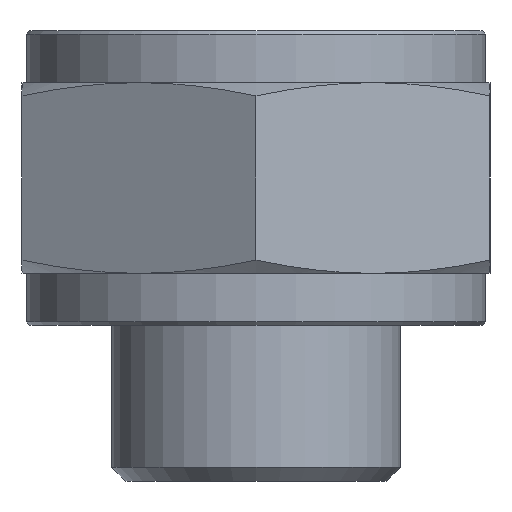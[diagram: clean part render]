
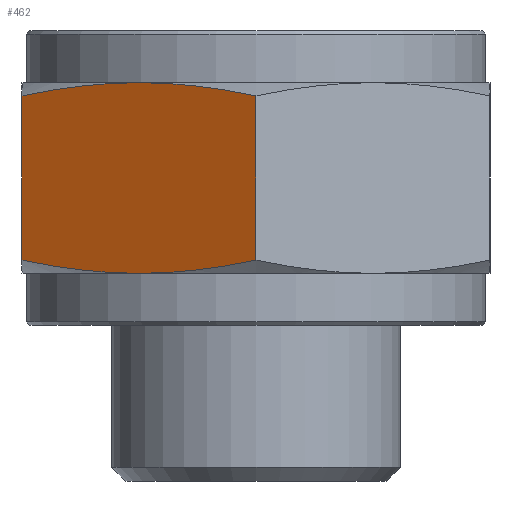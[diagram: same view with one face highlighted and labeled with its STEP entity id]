
A CAD part, front view. The second image highlights one B-rep face of the part: STEP entity #462.
In plain terms, the highlighted planar face has unit normal (-0.5, -0.866, 0).
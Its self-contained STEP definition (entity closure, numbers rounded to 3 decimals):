
#33=LINE('',#707,#39);
#34=LINE('',#717,#40);
#39=VECTOR('',#576,9.48);
#40=VECTOR('',#577,9.48);
#45=(
BOUNDED_CURVE()
B_SPLINE_CURVE(2,(#703,#704,#705),.UNSPECIFIED.,.F.,.F.)
B_SPLINE_CURVE_WITH_KNOTS((3,3),(-6.27,-4.606),
 .UNSPECIFIED.)
CURVE()
GEOMETRIC_REPRESENTATION_ITEM()
RATIONAL_B_SPLINE_CURVE((2.062,2.221,2.221))
REPRESENTATION_ITEM('')
);
#46=(
BOUNDED_CURVE()
B_SPLINE_CURVE(2,(#709,#710,#711),.UNSPECIFIED.,.F.,.F.)
B_SPLINE_CURVE_WITH_KNOTS((3,3),(-4.606,-2.941),
 .UNSPECIFIED.)
CURVE()
GEOMETRIC_REPRESENTATION_ITEM()
RATIONAL_B_SPLINE_CURVE((2.221,2.221,2.062))
REPRESENTATION_ITEM('')
);
#47=(
BOUNDED_CURVE()
B_SPLINE_CURVE(2,(#713,#714,#715),.UNSPECIFIED.,.F.,.F.)
B_SPLINE_CURVE_WITH_KNOTS((3,3),(-6.27,-4.606),
 .UNSPECIFIED.)
CURVE()
GEOMETRIC_REPRESENTATION_ITEM()
RATIONAL_B_SPLINE_CURVE((2.062,2.221,2.221))
REPRESENTATION_ITEM('')
);
#48=(
BOUNDED_CURVE()
B_SPLINE_CURVE(2,(#718,#719,#720),.UNSPECIFIED.,.F.,.F.)
B_SPLINE_CURVE_WITH_KNOTS((3,3),(-4.606,-2.941),
 .UNSPECIFIED.)
CURVE()
GEOMETRIC_REPRESENTATION_ITEM()
RATIONAL_B_SPLINE_CURVE((2.221,2.221,2.062))
REPRESENTATION_ITEM('')
);
#94=FACE_OUTER_BOUND('',#131,.T.);
#131=EDGE_LOOP('',(#304,#305,#306,#307,#308,#309));
#207=VERTEX_POINT('',#701);
#208=VERTEX_POINT('',#702);
#209=VERTEX_POINT('',#706);
#210=VERTEX_POINT('',#708);
#211=VERTEX_POINT('',#712);
#212=VERTEX_POINT('',#716);
#246=EDGE_CURVE('',#207,#208,#45,.T.);
#247=EDGE_CURVE('',#209,#207,#33,.T.);
#248=EDGE_CURVE('',#210,#209,#46,.T.);
#249=EDGE_CURVE('',#211,#210,#47,.T.);
#250=EDGE_CURVE('',#211,#212,#34,.T.);
#251=EDGE_CURVE('',#208,#212,#48,.T.);
#304=ORIENTED_EDGE('',*,*,#246,.F.);
#305=ORIENTED_EDGE('',*,*,#247,.F.);
#306=ORIENTED_EDGE('',*,*,#248,.F.);
#307=ORIENTED_EDGE('',*,*,#249,.F.);
#308=ORIENTED_EDGE('',*,*,#250,.T.);
#309=ORIENTED_EDGE('',*,*,#251,.F.);
#414=PLANE('',#503);
#462=ADVANCED_FACE('',(#94),#414,.T.);
#503=AXIS2_PLACEMENT_3D('',#700,#574,#575);
#574=DIRECTION('center_axis',(-0.5,-0.866,0.));
#575=DIRECTION('ref_axis',(0.866,-0.5,0.));
#576=DIRECTION('',(0.,0.,-1.));
#577=DIRECTION('',(0.,0.,-1.));
#700=CARTESIAN_POINT('Origin',(0.,-15.588,
5.5));
#701=CARTESIAN_POINT('',(0.,-15.588,-4.74));
#702=CARTESIAN_POINT('',(-6.75,-11.691,-5.5));
#703=CARTESIAN_POINT('Ctrl Pts',(0.,-15.588,
-4.74));
#704=CARTESIAN_POINT('Ctrl Pts',(-3.617,-13.5,-5.5));
#705=CARTESIAN_POINT('Ctrl Pts',(-6.75,-11.691,-5.5));
#706=CARTESIAN_POINT('',(0.,-15.588,4.74));
#707=CARTESIAN_POINT('',(0.,-15.588,5.5));
#708=CARTESIAN_POINT('',(-6.75,-11.691,5.5));
#709=CARTESIAN_POINT('Ctrl Pts',(-6.75,-11.691,5.5));
#710=CARTESIAN_POINT('Ctrl Pts',(-3.617,-13.5,5.5));
#711=CARTESIAN_POINT('Ctrl Pts',(0.,-15.588,
4.74));
#712=CARTESIAN_POINT('',(-13.5,-7.794,4.74));
#713=CARTESIAN_POINT('Ctrl Pts',(-13.5,-7.794,4.74));
#714=CARTESIAN_POINT('Ctrl Pts',(-9.883,-9.883,5.5));
#715=CARTESIAN_POINT('Ctrl Pts',(-6.75,-11.691,5.5));
#716=CARTESIAN_POINT('',(-13.5,-7.794,-4.74));
#717=CARTESIAN_POINT('',(-13.5,-7.794,5.5));
#718=CARTESIAN_POINT('Ctrl Pts',(-6.75,-11.691,-5.5));
#719=CARTESIAN_POINT('Ctrl Pts',(-9.883,-9.883,-5.5));
#720=CARTESIAN_POINT('Ctrl Pts',(-13.5,-7.794,-4.74));
